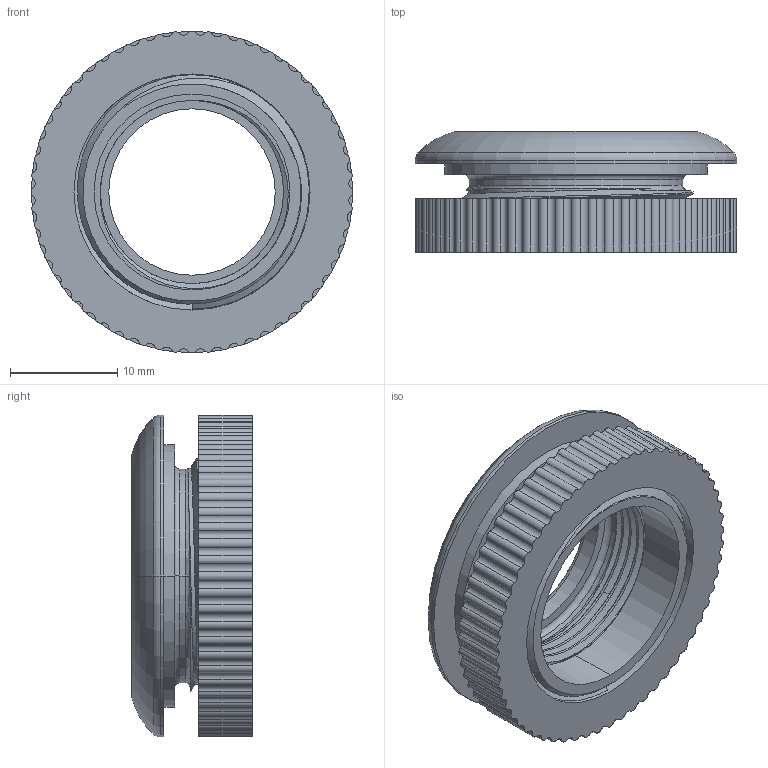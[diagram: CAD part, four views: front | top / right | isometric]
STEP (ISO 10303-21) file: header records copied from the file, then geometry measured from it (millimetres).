
FILE_DESCRIPTION((''),'2;1');
FILE_NAME('141615_ASM','2015-09-16T',('pdmadmin'),(''),'PRO/ENGINEER BY PARAMETRIC TECHNOLOGY CORPORATION, 2013230','PRO/ENGINEER BY PARAMETRIC TECHNOLOGY CORPORATION, 2013230','');
FILE_SCHEMA(('CONFIG_CONTROL_DESIGN'));
Length unit declared in the file: millimetre
Products named in the file (3): 135461; 135462; 141615_ASM
Assembly tree (2 placements, depth 2):
  141615_ASM
    135461
    135462
Bounding box: 30 x 11.25 x 30 mm (x, y, z)
Volume: 3609.7 mm3; surface area: 4368.1 mm2
Topology: 2 solids, 2 shells, 193 faces, 532 edges, 348 vertices
Faces by surface type: cylinder 149, torus 16, bspline 15, plane 12, cone 1
Entity records: 10192 total; most frequent: CARTESIAN_POINT 5053, DIRECTION 1143, ORIENTED_EDGE 1064, EDGE_CURVE 532, AXIS2_PLACEMENT_3D 493, VERTEX_POINT 348, CIRCLE 310, EDGE_LOOP 202
